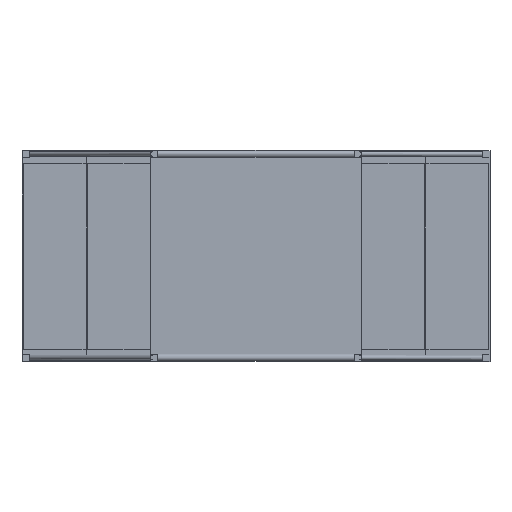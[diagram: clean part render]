
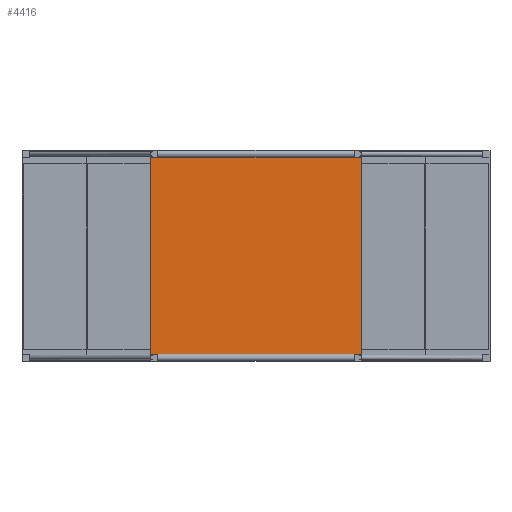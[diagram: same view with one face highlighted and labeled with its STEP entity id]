
A CAD part, top view. The second image highlights one B-rep face of the part: STEP entity #4416.
In plain terms, the highlighted planar face has unit normal (0, 0, 1).
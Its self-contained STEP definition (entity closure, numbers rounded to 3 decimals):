
#111=FACE_OUTER_BOUND('',#366,.T.);
#366=EDGE_LOOP('',(#2974,#2975,#2976,#2977));
#605=LINE('',#6177,#1199);
#608=LINE('',#6182,#1202);
#610=LINE('',#6186,#1204);
#611=LINE('',#6188,#1205);
#1199=VECTOR('',#5015,10.);
#1202=VECTOR('',#5020,10.);
#1204=VECTOR('',#5024,10.);
#1205=VECTOR('',#5027,10.);
#1792=VERTEX_POINT('',#6174);
#1793=VERTEX_POINT('',#6176);
#1794=VERTEX_POINT('',#6180);
#1795=VERTEX_POINT('',#6184);
#2193=EDGE_CURVE('',#1792,#1793,#605,.T.);
#2196=EDGE_CURVE('',#1794,#1792,#608,.T.);
#2198=EDGE_CURVE('',#1795,#1794,#610,.T.);
#2199=EDGE_CURVE('',#1793,#1795,#611,.T.);
#2974=ORIENTED_EDGE('',*,*,#2199,.F.);
#2975=ORIENTED_EDGE('',*,*,#2193,.F.);
#2976=ORIENTED_EDGE('',*,*,#2196,.F.);
#2977=ORIENTED_EDGE('',*,*,#2198,.F.);
#4065=PLANE('',#4752);
#4416=ADVANCED_FACE('',(#111),#4065,.T.);
#4752=AXIS2_PLACEMENT_3D('',#6331,#5164,#5165);
#5015=DIRECTION('',(0.,1.,0.));
#5020=DIRECTION('',(-1.,0.,0.));
#5024=DIRECTION('',(0.,-1.,0.));
#5027=DIRECTION('',(1.,0.,0.));
#5164=DIRECTION('center_axis',(0.,0.,1.));
#5165=DIRECTION('ref_axis',(1.,0.,0.));
#6174=CARTESIAN_POINT('',(-457.5,-457.5,838.));
#6176=CARTESIAN_POINT('',(-457.5,457.5,838.));
#6177=CARTESIAN_POINT('',(-457.5,-457.5,838.));
#6180=CARTESIAN_POINT('',(457.5,-457.5,838.));
#6182=CARTESIAN_POINT('',(457.5,-457.5,838.));
#6184=CARTESIAN_POINT('',(457.5,457.5,838.));
#6186=CARTESIAN_POINT('',(457.5,457.5,838.));
#6188=CARTESIAN_POINT('',(-457.5,457.5,838.));
#6331=CARTESIAN_POINT('Origin',(-425.75,425.75,838.));
